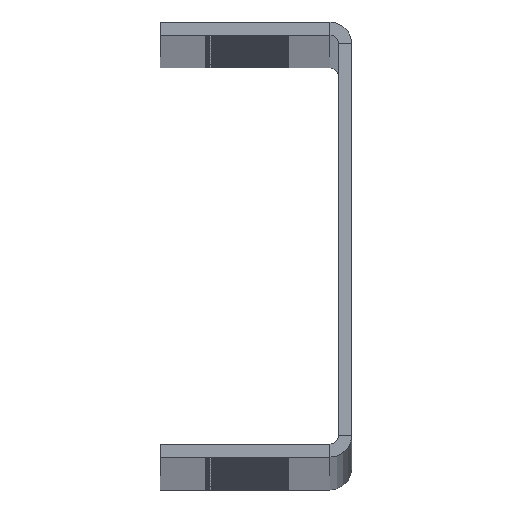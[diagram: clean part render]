
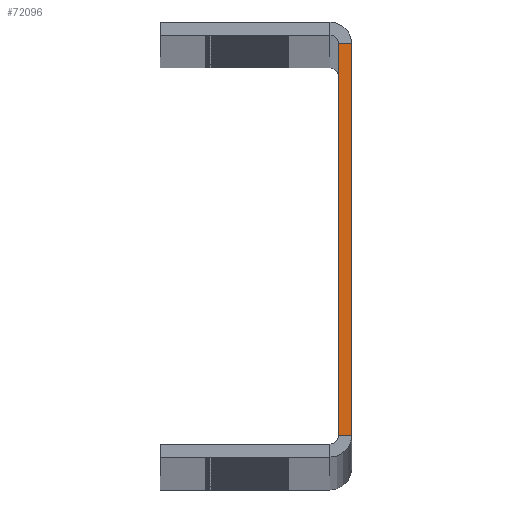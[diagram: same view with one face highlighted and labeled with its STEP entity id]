
A CAD part, top view. The second image highlights one B-rep face of the part: STEP entity #72096.
In plain terms, the highlighted planar face has unit normal (0, 0, 1).
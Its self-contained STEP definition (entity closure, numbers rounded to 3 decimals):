
#2494 = VERTEX_POINT ( 'NONE', #22642 ) ;
#3221 = LINE ( 'NONE', #62804, #36223 ) ;
#5806 = VERTEX_POINT ( 'NONE', #13580 ) ;
#7810 = ORIENTED_EDGE ( 'NONE', *, *, #17051, .T. ) ;
#13543 = ORIENTED_EDGE ( 'NONE', *, *, #100131, .T. ) ;
#13580 = CARTESIAN_POINT ( 'NONE',  ( 20.5, -2.5, 2164. ) ) ;
#17051 = EDGE_CURVE ( 'NONE', #42397, #2494, #18528, .T. ) ;
#18528 = LINE ( 'NONE', #43592, #58022 ) ;
#21976 = VECTOR ( 'NONE', #84019, 1000. ) ;
#22642 = CARTESIAN_POINT ( 'NONE',  ( 22., -47.5, 2164. ) ) ;
#27463 = AXIS2_PLACEMENT_3D ( 'NONE', #46945, #105941, #97591 ) ;
#29691 = PLANE ( 'NONE',  #27463 ) ;
#30239 = FACE_OUTER_BOUND ( 'NONE', #89735, .T. ) ;
#32820 = VECTOR ( 'NONE', #53819, 1000. ) ;
#36223 = VECTOR ( 'NONE', #53915, 1000. ) ;
#40114 = CARTESIAN_POINT ( 'NONE',  ( 20.5, -47.5, 2164. ) ) ;
#42397 = VERTEX_POINT ( 'NONE', #40114 ) ;
#43592 = CARTESIAN_POINT ( 'NONE',  ( 20.5, -47.5, 2164. ) ) ;
#46945 = CARTESIAN_POINT ( 'NONE',  ( 20.5, -25., 2164. ) ) ;
#49943 = VERTEX_POINT ( 'NONE', #58056 ) ;
#53819 = DIRECTION ( 'NONE',  ( 0., -1., 0. ) ) ;
#53915 = DIRECTION ( 'NONE',  ( 0., -1., 0. ) ) ;
#56095 = ORIENTED_EDGE ( 'NONE', *, *, #79524, .T. ) ;
#56890 = EDGE_CURVE ( 'NONE', #49943, #2494, #68845, .T. ) ;
#58022 = VECTOR ( 'NONE', #59195, 1000. ) ;
#58056 = CARTESIAN_POINT ( 'NONE',  ( 22., -2.5, 2164. ) ) ;
#59195 = DIRECTION ( 'NONE',  ( 1., 0., 0. ) ) ;
#62804 = CARTESIAN_POINT ( 'NONE',  ( 20.5, 0., 2164. ) ) ;
#68845 = LINE ( 'NONE', #70499, #32820 ) ;
#70499 = CARTESIAN_POINT ( 'NONE',  ( 22., 0., 2164. ) ) ;
#72096 = ADVANCED_FACE ( 'NONE', ( #30239 ), #29691, .T. ) ;
#79524 = EDGE_CURVE ( 'NONE', #49943, #5806, #100704, .T. ) ;
#84019 = DIRECTION ( 'NONE',  ( -1., 0., 0. ) ) ;
#86595 = ORIENTED_EDGE ( 'NONE', *, *, #56890, .F. ) ;
#89735 = EDGE_LOOP ( 'NONE', ( #56095, #13543, #7810, #86595 ) ) ;
#97591 = DIRECTION ( 'NONE',  ( 0., -1., 0. ) ) ;
#100131 = EDGE_CURVE ( 'NONE', #5806, #42397, #3221, .T. ) ;
#100704 = LINE ( 'NONE', #101790, #21976 ) ;
#101790 = CARTESIAN_POINT ( 'NONE',  ( 22., -2.5, 2164. ) ) ;
#105941 = DIRECTION ( 'NONE',  ( 0., 0., 1. ) ) ;
